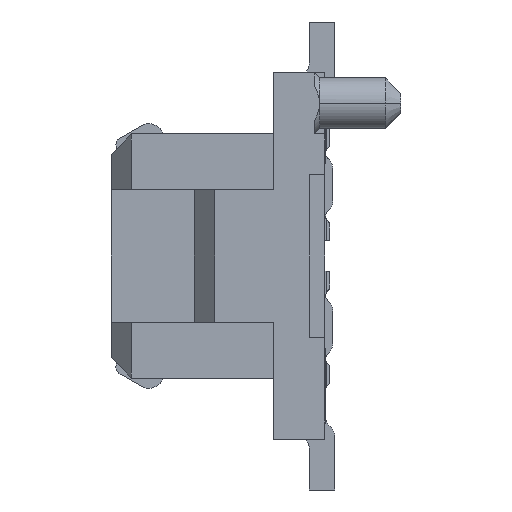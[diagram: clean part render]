
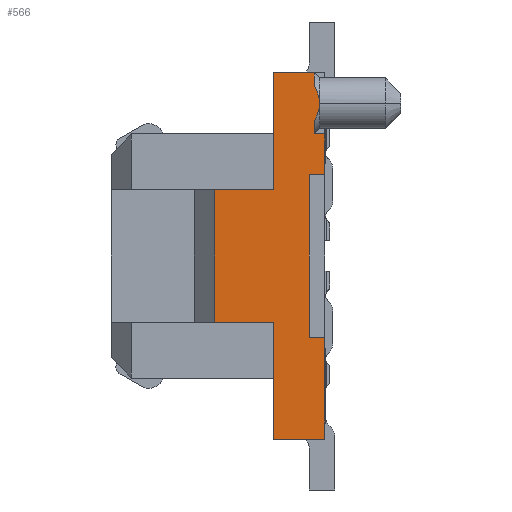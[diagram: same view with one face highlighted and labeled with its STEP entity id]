
A CAD part, left-side view. The second image highlights one B-rep face of the part: STEP entity #566.
In plain terms, the highlighted planar face has unit normal (-1, 0, 0).
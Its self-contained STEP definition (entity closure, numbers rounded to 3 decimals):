
#246=CARTESIAN_POINT('',(-6.05,0.1,1.666));
#247=VERTEX_POINT('',#246);
#260=CARTESIAN_POINT('',(-6.05,0.05,1.5));
#261=VERTEX_POINT('',#260);
#262=CARTESIAN_POINT('',(-6.05,0.1,1.666));
#263=CARTESIAN_POINT('',(-6.05,0.089,1.647));
#264=CARTESIAN_POINT('',(-6.05,0.072,1.611));
#265=CARTESIAN_POINT('',(-6.05,0.054,1.555));
#266=CARTESIAN_POINT('',(-6.05,0.05,1.518));
#267=CARTESIAN_POINT('',(-6.05,0.05,1.5));
#268=B_SPLINE_CURVE_WITH_KNOTS('',3,(#262,#263,#264,#265,#266,#267),.UNSPECIFIED.,.F.,.U.,(4,1,1,4),(0.,0.367,0.694,1.),.UNSPECIFIED.);
#269=EDGE_CURVE('',#247,#261,#268,.T.);
#361=CARTESIAN_POINT('',(-6.05,0.1,1.2));
#362=VERTEX_POINT('',#361);
#372=CARTESIAN_POINT('',(-6.05,0.,1.2));
#373=VERTEX_POINT('',#372);
#374=CARTESIAN_POINT('',(-6.05,0.1,1.2));
#375=CARTESIAN_POINT('',(-6.05,0.08,1.2));
#376=CARTESIAN_POINT('',(-6.05,0.06,1.2));
#377=CARTESIAN_POINT('',(-6.05,0.04,1.2));
#378=CARTESIAN_POINT('',(-6.05,0.02,1.2));
#379=CARTESIAN_POINT('',(-6.05,0.,1.2));
#380=B_SPLINE_CURVE_WITH_KNOTS('',5,(#374,#375,#376,#377,#378,#379),.UNSPECIFIED.,.F.,.U.,(6,6),(0.,0.1),.UNSPECIFIED.);
#381=EDGE_CURVE('',#362,#373,#380,.T.);
#395=CARTESIAN_POINT('',(-6.05,0.54,0.));
#396=DIRECTION('',(0.,0.,1.));
#397=DIRECTION('',(-1.,0.,0.));
#398=AXIS2_PLACEMENT_3D('',#395,#397,#396);
#399=PLANE('',#398);
#400=CARTESIAN_POINT('',(-6.05,0.15,0.8));
#401=VERTEX_POINT('',#400);
#402=CARTESIAN_POINT('',(-6.05,0.,0.8));
#403=VERTEX_POINT('',#402);
#404=CARTESIAN_POINT('',(-6.05,0.15,0.8));
#405=CARTESIAN_POINT('',(-6.05,0.12,0.8));
#406=CARTESIAN_POINT('',(-6.05,0.09,0.8));
#407=CARTESIAN_POINT('',(-6.05,0.06,0.8));
#408=CARTESIAN_POINT('',(-6.05,0.03,0.8));
#409=CARTESIAN_POINT('',(-6.05,0.,0.8));
#410=B_SPLINE_CURVE_WITH_KNOTS('',5,(#404,#405,#406,#407,#408,#409),.UNSPECIFIED.,.F.,.U.,(6,6),(0.,0.15),.UNSPECIFIED.);
#411=EDGE_CURVE('',#401,#403,#410,.T.);
#412=ORIENTED_EDGE('',*,*,#411,.T.);
#413=CARTESIAN_POINT('',(-6.05,0.,1.2));
#414=CARTESIAN_POINT('',(-6.05,0.,1.12));
#415=CARTESIAN_POINT('',(-6.05,0.,1.04));
#416=CARTESIAN_POINT('',(-6.05,0.,0.96));
#417=CARTESIAN_POINT('',(-6.05,0.,0.88));
#418=CARTESIAN_POINT('',(-6.05,0.,0.8));
#419=B_SPLINE_CURVE_WITH_KNOTS('',5,(#413,#414,#415,#416,#417,#418),.UNSPECIFIED.,.F.,.U.,(6,6),(0.,0.4),.UNSPECIFIED.);
#420=EDGE_CURVE('',#373,#403,#419,.T.);
#421=ORIENTED_EDGE('',*,*,#420,.F.);
#422=ORIENTED_EDGE('',*,*,#381,.F.);
#423=CARTESIAN_POINT('',(-6.05,0.1,1.334));
#424=VERTEX_POINT('',#423);
#425=CARTESIAN_POINT('',(-6.05,0.1,1.2));
#426=CARTESIAN_POINT('',(-6.05,0.1,1.227));
#427=CARTESIAN_POINT('',(-6.05,0.1,1.254));
#428=CARTESIAN_POINT('',(-6.05,0.1,1.28));
#429=CARTESIAN_POINT('',(-6.05,0.1,1.307));
#430=CARTESIAN_POINT('',(-6.05,0.1,1.334));
#431=B_SPLINE_CURVE_WITH_KNOTS('',5,(#425,#426,#427,#428,#429,#430),.UNSPECIFIED.,.F.,.U.,(6,6),(0.,0.134),.UNSPECIFIED.);
#432=EDGE_CURVE('',#362,#424,#431,.T.);
#433=ORIENTED_EDGE('',*,*,#432,.T.);
#434=CARTESIAN_POINT('',(-6.05,0.1,1.334));
#435=CARTESIAN_POINT('',(-6.05,0.092,1.349));
#436=CARTESIAN_POINT('',(-6.05,0.078,1.377));
#437=CARTESIAN_POINT('',(-6.05,0.062,1.419));
#438=CARTESIAN_POINT('',(-6.05,0.052,1.46));
#439=CARTESIAN_POINT('',(-6.05,0.05,1.487));
#440=CARTESIAN_POINT('',(-6.05,0.05,1.5));
#441=B_SPLINE_CURVE_WITH_KNOTS('',3,(#434,#435,#436,#437,#438,#439,#440),.UNSPECIFIED.,.F.,.U.,(4,1,1,1,4),(0.,0.282,0.538,0.775,0.999),.UNSPECIFIED.);
#442=EDGE_CURVE('',#424,#261,#441,.T.);
#443=ORIENTED_EDGE('',*,*,#442,.T.);
#444=ORIENTED_EDGE('',*,*,#269,.F.);
#445=CARTESIAN_POINT('',(-6.05,0.1,1.8));
#446=VERTEX_POINT('',#445);
#447=CARTESIAN_POINT('',(-6.05,0.1,1.666));
#448=CARTESIAN_POINT('',(-6.05,0.1,1.693));
#449=CARTESIAN_POINT('',(-6.05,0.1,1.72));
#450=CARTESIAN_POINT('',(-6.05,0.1,1.746));
#451=CARTESIAN_POINT('',(-6.05,0.1,1.773));
#452=CARTESIAN_POINT('',(-6.05,0.1,1.8));
#453=B_SPLINE_CURVE_WITH_KNOTS('',5,(#447,#448,#449,#450,#451,#452),.UNSPECIFIED.,.F.,.U.,(6,6),(0.,0.134),.UNSPECIFIED.);
#454=EDGE_CURVE('',#247,#446,#453,.T.);
#455=ORIENTED_EDGE('',*,*,#454,.T.);
#456=CARTESIAN_POINT('',(-6.05,0.5,1.8));
#457=VERTEX_POINT('',#456);
#458=CARTESIAN_POINT('',(-6.05,0.5,1.8));
#459=CARTESIAN_POINT('',(-6.05,0.42,1.8));
#460=CARTESIAN_POINT('',(-6.05,0.34,1.8));
#461=CARTESIAN_POINT('',(-6.05,0.26,1.8));
#462=CARTESIAN_POINT('',(-6.05,0.18,1.8));
#463=CARTESIAN_POINT('',(-6.05,0.1,1.8));
#464=B_SPLINE_CURVE_WITH_KNOTS('',5,(#458,#459,#460,#461,#462,#463),.UNSPECIFIED.,.F.,.U.,(6,6),(0.,0.4),.UNSPECIFIED.);
#465=EDGE_CURVE('',#457,#446,#464,.T.);
#466=ORIENTED_EDGE('',*,*,#465,.F.);
#467=CARTESIAN_POINT('',(-6.05,0.5,0.65));
#468=VERTEX_POINT('',#467);
#469=CARTESIAN_POINT('',(-6.05,0.5,1.8));
#470=CARTESIAN_POINT('',(-6.05,0.5,1.57));
#471=CARTESIAN_POINT('',(-6.05,0.5,1.34));
#472=CARTESIAN_POINT('',(-6.05,0.5,1.11));
#473=CARTESIAN_POINT('',(-6.05,0.5,0.88));
#474=CARTESIAN_POINT('',(-6.05,0.5,0.65));
#475=B_SPLINE_CURVE_WITH_KNOTS('',5,(#469,#470,#471,#472,#473,#474),.UNSPECIFIED.,.F.,.U.,(6,6),(0.,1.15),.UNSPECIFIED.);
#476=EDGE_CURVE('',#457,#468,#475,.T.);
#477=ORIENTED_EDGE('',*,*,#476,.T.);
#478=CARTESIAN_POINT('',(-6.05,1.08,0.65));
#479=VERTEX_POINT('',#478);
#480=CARTESIAN_POINT('',(-6.05,0.5,0.65));
#481=CARTESIAN_POINT('',(-6.05,0.616,0.65));
#482=CARTESIAN_POINT('',(-6.05,0.732,0.65));
#483=CARTESIAN_POINT('',(-6.05,0.848,0.65));
#484=CARTESIAN_POINT('',(-6.05,0.964,0.65));
#485=CARTESIAN_POINT('',(-6.05,1.08,0.65));
#486=B_SPLINE_CURVE_WITH_KNOTS('',5,(#480,#481,#482,#483,#484,#485),.UNSPECIFIED.,.F.,.U.,(6,6),(0.,0.58),.UNSPECIFIED.);
#487=EDGE_CURVE('',#468,#479,#486,.T.);
#488=ORIENTED_EDGE('',*,*,#487,.T.);
#489=CARTESIAN_POINT('',(-6.05,1.08,-0.65));
#490=VERTEX_POINT('',#489);
#491=CARTESIAN_POINT('',(-6.05,1.08,0.65));
#492=CARTESIAN_POINT('',(-6.05,1.08,0.39));
#493=CARTESIAN_POINT('',(-6.05,1.08,0.13));
#494=CARTESIAN_POINT('',(-6.05,1.08,-0.13));
#495=CARTESIAN_POINT('',(-6.05,1.08,-0.39));
#496=CARTESIAN_POINT('',(-6.05,1.08,-0.65));
#497=B_SPLINE_CURVE_WITH_KNOTS('',5,(#491,#492,#493,#494,#495,#496),.UNSPECIFIED.,.F.,.U.,(6,6),(0.,1.3),.UNSPECIFIED.);
#498=EDGE_CURVE('',#479,#490,#497,.T.);
#499=ORIENTED_EDGE('',*,*,#498,.T.);
#500=CARTESIAN_POINT('',(-6.05,0.5,-0.65));
#501=VERTEX_POINT('',#500);
#502=CARTESIAN_POINT('',(-6.05,1.08,-0.65));
#503=CARTESIAN_POINT('',(-6.05,0.964,-0.65));
#504=CARTESIAN_POINT('',(-6.05,0.848,-0.65));
#505=CARTESIAN_POINT('',(-6.05,0.732,-0.65));
#506=CARTESIAN_POINT('',(-6.05,0.616,-0.65));
#507=CARTESIAN_POINT('',(-6.05,0.5,-0.65));
#508=B_SPLINE_CURVE_WITH_KNOTS('',5,(#502,#503,#504,#505,#506,#507),.UNSPECIFIED.,.F.,.U.,(6,6),(0.,0.58),.UNSPECIFIED.);
#509=EDGE_CURVE('',#490,#501,#508,.T.);
#510=ORIENTED_EDGE('',*,*,#509,.T.);
#511=CARTESIAN_POINT('',(-6.05,0.5,-1.8));
#512=VERTEX_POINT('',#511);
#513=CARTESIAN_POINT('',(-6.05,0.5,-0.65));
#514=CARTESIAN_POINT('',(-6.05,0.5,-0.88));
#515=CARTESIAN_POINT('',(-6.05,0.5,-1.11));
#516=CARTESIAN_POINT('',(-6.05,0.5,-1.34));
#517=CARTESIAN_POINT('',(-6.05,0.5,-1.57));
#518=CARTESIAN_POINT('',(-6.05,0.5,-1.8));
#519=B_SPLINE_CURVE_WITH_KNOTS('',5,(#513,#514,#515,#516,#517,#518),.UNSPECIFIED.,.F.,.U.,(6,6),(0.,1.15),.UNSPECIFIED.);
#520=EDGE_CURVE('',#501,#512,#519,.T.);
#521=ORIENTED_EDGE('',*,*,#520,.T.);
#522=CARTESIAN_POINT('',(-6.05,0.,-1.8));
#523=VERTEX_POINT('',#522);
#524=CARTESIAN_POINT('',(-6.05,0.5,-1.8));
#525=CARTESIAN_POINT('',(-6.05,0.4,-1.8));
#526=CARTESIAN_POINT('',(-6.05,0.3,-1.8));
#527=CARTESIAN_POINT('',(-6.05,0.2,-1.8));
#528=CARTESIAN_POINT('',(-6.05,0.1,-1.8));
#529=CARTESIAN_POINT('',(-6.05,0.,-1.8));
#530=B_SPLINE_CURVE_WITH_KNOTS('',5,(#524,#525,#526,#527,#528,#529),.UNSPECIFIED.,.F.,.U.,(6,6),(0.,0.5),.UNSPECIFIED.);
#531=EDGE_CURVE('',#512,#523,#530,.T.);
#532=ORIENTED_EDGE('',*,*,#531,.T.);
#533=CARTESIAN_POINT('',(-6.05,0.,-0.8));
#534=VERTEX_POINT('',#533);
#535=CARTESIAN_POINT('',(-6.05,0.,-0.8));
#536=CARTESIAN_POINT('',(-6.05,0.,-1.));
#537=CARTESIAN_POINT('',(-6.05,0.,-1.2));
#538=CARTESIAN_POINT('',(-6.05,0.,-1.4));
#539=CARTESIAN_POINT('',(-6.05,0.,-1.6));
#540=CARTESIAN_POINT('',(-6.05,0.,-1.8));
#541=B_SPLINE_CURVE_WITH_KNOTS('',5,(#535,#536,#537,#538,#539,#540),.UNSPECIFIED.,.F.,.U.,(6,6),(0.,1.),.UNSPECIFIED.);
#542=EDGE_CURVE('',#534,#523,#541,.T.);
#543=ORIENTED_EDGE('',*,*,#542,.F.);
#544=CARTESIAN_POINT('',(-6.05,0.15,-0.8));
#545=VERTEX_POINT('',#544);
#546=CARTESIAN_POINT('',(-6.05,0.,-0.8));
#547=CARTESIAN_POINT('',(-6.05,0.03,-0.8));
#548=CARTESIAN_POINT('',(-6.05,0.06,-0.8));
#549=CARTESIAN_POINT('',(-6.05,0.09,-0.8));
#550=CARTESIAN_POINT('',(-6.05,0.12,-0.8));
#551=CARTESIAN_POINT('',(-6.05,0.15,-0.8));
#552=B_SPLINE_CURVE_WITH_KNOTS('',5,(#546,#547,#548,#549,#550,#551),.UNSPECIFIED.,.F.,.U.,(6,6),(0.,0.15),.UNSPECIFIED.);
#553=EDGE_CURVE('',#534,#545,#552,.T.);
#554=ORIENTED_EDGE('',*,*,#553,.T.);
#555=CARTESIAN_POINT('',(-6.05,0.15,-0.8));
#556=CARTESIAN_POINT('',(-6.05,0.15,-0.48));
#557=CARTESIAN_POINT('',(-6.05,0.15,-0.16));
#558=CARTESIAN_POINT('',(-6.05,0.15,0.16));
#559=CARTESIAN_POINT('',(-6.05,0.15,0.48));
#560=CARTESIAN_POINT('',(-6.05,0.15,0.8));
#561=B_SPLINE_CURVE_WITH_KNOTS('',5,(#555,#556,#557,#558,#559,#560),.UNSPECIFIED.,.F.,.U.,(6,6),(0.,1.6),.UNSPECIFIED.);
#562=EDGE_CURVE('',#545,#401,#561,.T.);
#563=ORIENTED_EDGE('',*,*,#562,.T.);
#564=EDGE_LOOP('',(#412,#421,#422,#433,#443,#444,#455,#466,#477,#488,#499,#510,#521,#532,#543,#554,#563));
#565=FACE_OUTER_BOUND('',#564,.T.);
#566=ADVANCED_FACE('',(#565),#399,.T.);
